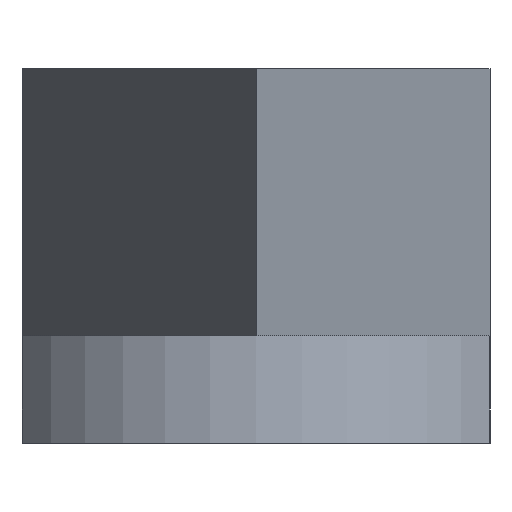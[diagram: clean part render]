
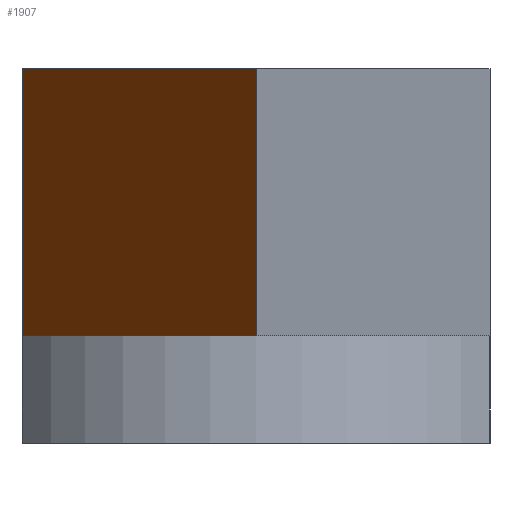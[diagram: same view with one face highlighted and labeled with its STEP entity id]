
A CAD part, front view. The second image highlights one B-rep face of the part: STEP entity #1907.
In plain terms, the highlighted planar face has unit normal (-0.894, -0.447, 0).
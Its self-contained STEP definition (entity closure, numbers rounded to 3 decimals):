
#22 = VERTEX_POINT('',#23);
#23 = CARTESIAN_POINT('',(0.,-24.75,5.7));
#32 = PLANE('',#33);
#33 = AXIS2_PLACEMENT_3D('',#34,#35,#36);
#34 = CARTESIAN_POINT('',(0.,0.434,5.7));
#35 = DIRECTION('',(0.,0.,1.));
#36 = DIRECTION('',(1.,0.,0.));
#44 = PLANE('',#45);
#45 = AXIS2_PLACEMENT_3D('',#46,#47,#48);
#46 = CARTESIAN_POINT('',(2.5,-19.75,2.85));
#47 = DIRECTION('',(0.894,-0.447,0.));
#48 = DIRECTION('',(0.447,0.894,0.));
#197 = VERTEX_POINT('',#198);
#198 = CARTESIAN_POINT('',(-5.,-14.75,5.7));
#212 = PLANE('',#213);
#213 = AXIS2_PLACEMENT_3D('',#214,#215,#216);
#214 = CARTESIAN_POINT('',(-5.,0.368,2.401));
#215 = DIRECTION('',(-1.,0.,0.));
#216 = DIRECTION('',(0.,0.,-1.));
#224 = EDGE_CURVE('',#197,#22,#225,.T.);
#225 = SURFACE_CURVE('',#226,(#230,#237),.PCURVE_S1.);
#226 = LINE('',#227,#228);
#227 = CARTESIAN_POINT('',(-5.,-14.75,5.7));
#228 = VECTOR('',#229,1.);
#229 = DIRECTION('',(0.447,-0.894,0.));
#230 = PCURVE('',#32,#231);
#231 = DEFINITIONAL_REPRESENTATION('',(#232),#236);
#232 = LINE('',#233,#234);
#233 = CARTESIAN_POINT('',(-5.,-15.184));
#234 = VECTOR('',#235,1.);
#235 = DIRECTION('',(0.447,-0.894));
#236 = ( GEOMETRIC_REPRESENTATION_CONTEXT(2) 
PARAMETRIC_REPRESENTATION_CONTEXT() REPRESENTATION_CONTEXT('2D SPACE',''
  ) );
#237 = PCURVE('',#238,#243);
#238 = PLANE('',#239);
#239 = AXIS2_PLACEMENT_3D('',#240,#241,#242);
#240 = CARTESIAN_POINT('',(-2.5,-19.75,2.85));
#241 = DIRECTION('',(-0.894,-0.447,0.));
#242 = DIRECTION('',(0.447,-0.894,0.));
#243 = DEFINITIONAL_REPRESENTATION('',(#244),#248);
#244 = LINE('',#245,#246);
#245 = CARTESIAN_POINT('',(-5.59,2.85));
#246 = VECTOR('',#247,1.);
#247 = DIRECTION('',(1.,0.));
#248 = ( GEOMETRIC_REPRESENTATION_CONTEXT(2) 
PARAMETRIC_REPRESENTATION_CONTEXT() REPRESENTATION_CONTEXT('2D SPACE',''
  ) );
#1068 = VERTEX_POINT('',#1069);
#1069 = CARTESIAN_POINT('',(-5.,-14.75,0.));
#1078 = PLANE('',#1079);
#1079 = AXIS2_PLACEMENT_3D('',#1080,#1081,#1082);
#1080 = CARTESIAN_POINT('',(0.,0.434,0.));
#1081 = DIRECTION('',(-0.,-0.,-1.));
#1082 = DIRECTION('',(-1.,0.,0.));
#1150 = VERTEX_POINT('',#1151);
#1151 = CARTESIAN_POINT('',(0.,-24.75,0.));
#1172 = EDGE_CURVE('',#1150,#1068,#1173,.T.);
#1173 = SURFACE_CURVE('',#1174,(#1178,#1185),.PCURVE_S1.);
#1174 = LINE('',#1175,#1176);
#1175 = CARTESIAN_POINT('',(0.,-24.75,0.));
#1176 = VECTOR('',#1177,1.);
#1177 = DIRECTION('',(-0.447,0.894,0.));
#1178 = PCURVE('',#1078,#1179);
#1179 = DEFINITIONAL_REPRESENTATION('',(#1180),#1184);
#1180 = LINE('',#1181,#1182);
#1181 = CARTESIAN_POINT('',(0.,-25.184));
#1182 = VECTOR('',#1183,1.);
#1183 = DIRECTION('',(0.447,0.894));
#1184 = ( GEOMETRIC_REPRESENTATION_CONTEXT(2) 
PARAMETRIC_REPRESENTATION_CONTEXT() REPRESENTATION_CONTEXT('2D SPACE',''
  ) );
#1185 = PCURVE('',#238,#1186);
#1186 = DEFINITIONAL_REPRESENTATION('',(#1187),#1191);
#1187 = LINE('',#1188,#1189);
#1188 = CARTESIAN_POINT('',(5.59,-2.85));
#1189 = VECTOR('',#1190,1.);
#1190 = DIRECTION('',(-1.,0.));
#1191 = ( GEOMETRIC_REPRESENTATION_CONTEXT(2) 
PARAMETRIC_REPRESENTATION_CONTEXT() REPRESENTATION_CONTEXT('2D SPACE',''
  ) );
#1853 = EDGE_CURVE('',#1068,#197,#1854,.T.);
#1854 = SURFACE_CURVE('',#1855,(#1859,#1866),.PCURVE_S1.);
#1855 = LINE('',#1856,#1857);
#1856 = CARTESIAN_POINT('',(-5.,-14.75,0.));
#1857 = VECTOR('',#1858,1.);
#1858 = DIRECTION('',(0.,0.,1.));
#1859 = PCURVE('',#212,#1860);
#1860 = DEFINITIONAL_REPRESENTATION('',(#1861),#1865);
#1861 = LINE('',#1862,#1863);
#1862 = CARTESIAN_POINT('',(2.401,15.118));
#1863 = VECTOR('',#1864,1.);
#1864 = DIRECTION('',(-1.,0.));
#1865 = ( GEOMETRIC_REPRESENTATION_CONTEXT(2) 
PARAMETRIC_REPRESENTATION_CONTEXT() REPRESENTATION_CONTEXT('2D SPACE',''
  ) );
#1866 = PCURVE('',#238,#1867);
#1867 = DEFINITIONAL_REPRESENTATION('',(#1868),#1872);
#1868 = LINE('',#1869,#1870);
#1869 = CARTESIAN_POINT('',(-5.59,-2.85));
#1870 = VECTOR('',#1871,1.);
#1871 = DIRECTION('',(0.,1.));
#1872 = ( GEOMETRIC_REPRESENTATION_CONTEXT(2) 
PARAMETRIC_REPRESENTATION_CONTEXT() REPRESENTATION_CONTEXT('2D SPACE',''
  ) );
#1907 = ADVANCED_FACE('',(#1908),#238,.T.);
#1908 = FACE_BOUND('',#1909,.T.);
#1909 = EDGE_LOOP('',(#1910,#1931,#1932,#1933));
#1910 = ORIENTED_EDGE('',*,*,#1911,.T.);
#1911 = EDGE_CURVE('',#1150,#22,#1912,.T.);
#1912 = SURFACE_CURVE('',#1913,(#1917,#1924),.PCURVE_S1.);
#1913 = LINE('',#1914,#1915);
#1914 = CARTESIAN_POINT('',(0.,-24.75,0.));
#1915 = VECTOR('',#1916,1.);
#1916 = DIRECTION('',(0.,0.,1.));
#1917 = PCURVE('',#238,#1918);
#1918 = DEFINITIONAL_REPRESENTATION('',(#1919),#1923);
#1919 = LINE('',#1920,#1921);
#1920 = CARTESIAN_POINT('',(5.59,-2.85));
#1921 = VECTOR('',#1922,1.);
#1922 = DIRECTION('',(0.,1.));
#1923 = ( GEOMETRIC_REPRESENTATION_CONTEXT(2) 
PARAMETRIC_REPRESENTATION_CONTEXT() REPRESENTATION_CONTEXT('2D SPACE',''
  ) );
#1924 = PCURVE('',#44,#1925);
#1925 = DEFINITIONAL_REPRESENTATION('',(#1926),#1930);
#1926 = LINE('',#1927,#1928);
#1927 = CARTESIAN_POINT('',(-5.59,-2.85));
#1928 = VECTOR('',#1929,1.);
#1929 = DIRECTION('',(0.,1.));
#1930 = ( GEOMETRIC_REPRESENTATION_CONTEXT(2) 
PARAMETRIC_REPRESENTATION_CONTEXT() REPRESENTATION_CONTEXT('2D SPACE',''
  ) );
#1931 = ORIENTED_EDGE('',*,*,#224,.F.);
#1932 = ORIENTED_EDGE('',*,*,#1853,.F.);
#1933 = ORIENTED_EDGE('',*,*,#1172,.F.);
